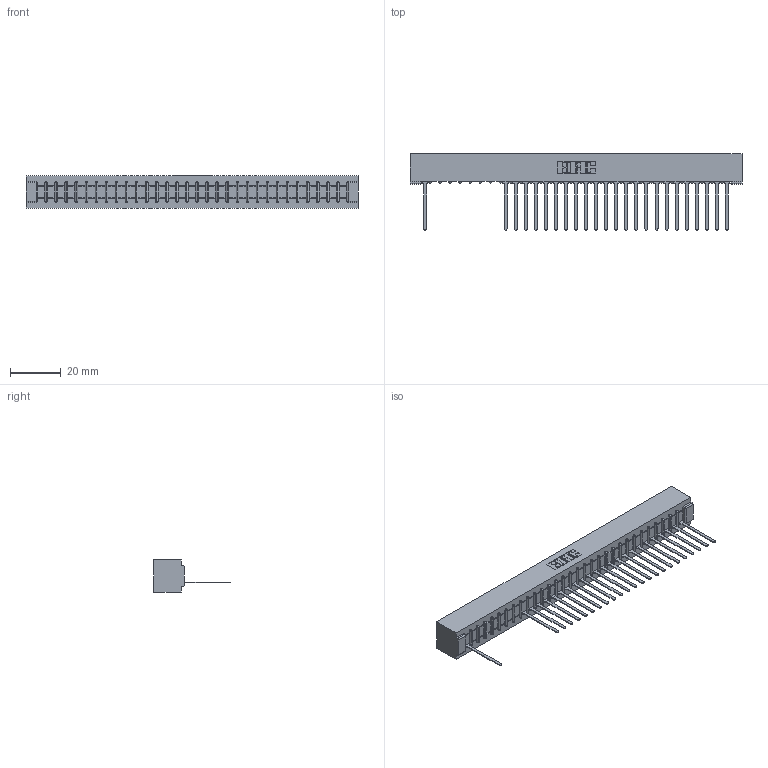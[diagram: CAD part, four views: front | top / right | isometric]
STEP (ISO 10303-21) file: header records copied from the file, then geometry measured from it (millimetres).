
FILE_DESCRIPTION (( 'STEP AP203' ), '1' );
FILE_NAME ('307-031-545-101.STEP', '2018-08-04T20:21:36', ( '' ), ( '' ), 'SwSTEP 2.0', 'SolidWorks 2016', '' );
FILE_SCHEMA (( 'CONFIG_CONTROL_DESIGN' ));
Length unit declared in the file: inch
Products named in the file (3): 307-031-545-101; 307 Part_No Mounting Lugs; 307-290-001_545
Assembly tree (25 placements, depth 2):
  307-031-545-101
    307 Part_No Mounting Lugs
    307-290-001_545  x24
Bounding box: 130.71 x 30 x 12.7 mm (x, y, z)
Volume: 14012 mm3; surface area: 14814.8 mm2
Topology: 25 solids, 25 shells, 1626 faces, 4635 edges, 2970 vertices
Faces by surface type: plane 1038, cylinder 524, sphere 64
Entity records: 27398 total; most frequent: CARTESIAN_POINT 4641, ORIENTED_EDGE 4634, DIRECTION 4511, EDGE_CURVE 2317, LINE 1775, VECTOR 1775, VERTEX_POINT 1498, AXIS2_PLACEMENT_3D 1368
